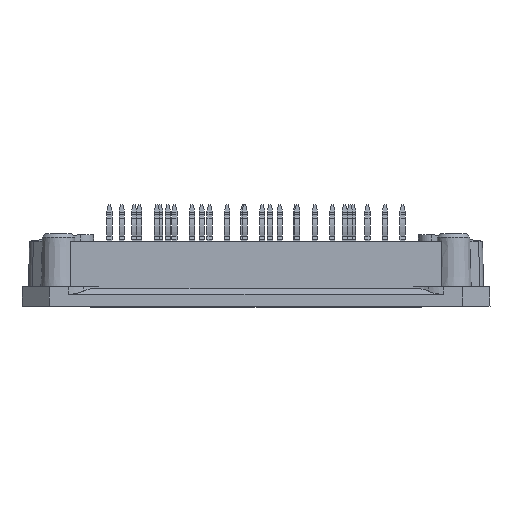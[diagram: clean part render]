
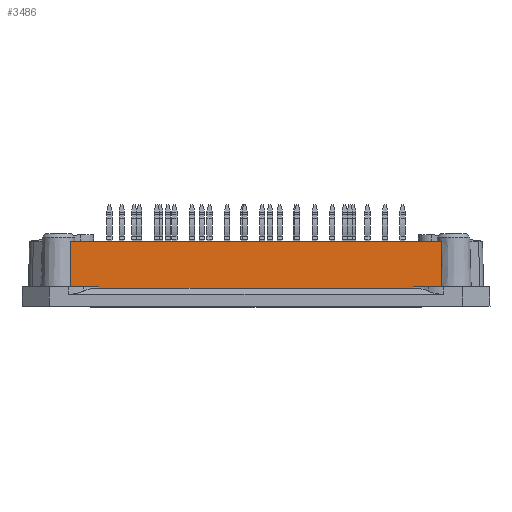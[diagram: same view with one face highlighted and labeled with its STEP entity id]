
A CAD part, front view. The second image highlights one B-rep face of the part: STEP entity #3486.
In plain terms, the highlighted planar face has unit normal (0, -1, 0.026).
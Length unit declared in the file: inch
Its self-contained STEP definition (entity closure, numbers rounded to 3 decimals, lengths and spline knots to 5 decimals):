
#3486 = ADVANCED_FACE( '', ( #7265 ), #7266, .T. );
#7265 = FACE_OUTER_BOUND( '', #11475, .T. );
#7266 = PLANE( '', #11476 );
#11475 = EDGE_LOOP( '', ( #22284, #22285, #22286, #22287, #22288, #22289, #22290, #22291 ) );
#11476 = AXIS2_PLACEMENT_3D( '', #22292, #22293, #22294 );
#22284 = ORIENTED_EDGE( '', *, *, #24817, .T. );
#22285 = ORIENTED_EDGE( '', *, *, #27629, .F. );
#22286 = ORIENTED_EDGE( '', *, *, #25570, .T. );
#22287 = ORIENTED_EDGE( '', *, *, #28781, .T. );
#22288 = ORIENTED_EDGE( '', *, *, #29153, .F. );
#22289 = ORIENTED_EDGE( '', *, *, #27732, .T. );
#22290 = ORIENTED_EDGE( '', *, *, #28880, .F. );
#22291 = ORIENTED_EDGE( '', *, *, #27167, .T. );
#22292 = CARTESIAN_POINT( '', ( -0.83366, -0.65157, 0.44094 ) );
#22293 = DIRECTION( '', ( 0., -1., 0.026 ) );
#22294 = DIRECTION( '', ( -1., 0., 0. ) );
#24817 = EDGE_CURVE( '', #29672, #29676, #29678, .T. );
#25570 = EDGE_CURVE( '', #31017, #31021, #31023, .T. );
#27167 = EDGE_CURVE( '', #33610, #29672, #33611, .T. );
#27629 = EDGE_CURVE( '', #31017, #29676, #34300, .T. );
#27732 = EDGE_CURVE( '', #34445, #34443, #34446, .T. );
#28781 = EDGE_CURVE( '', #31021, #35831, #35832, .T. );
#28880 = EDGE_CURVE( '', #33610, #34443, #35946, .T. );
#29153 = EDGE_CURVE( '', #34445, #35831, #36256, .T. );
#29672 = VERTEX_POINT( '', #36852 );
#29676 = VERTEX_POINT( '', #36859 );
#29678 = B_SPLINE_CURVE_WITH_KNOTS( '', 1, ( #36861, #36862 ), .UNSPECIFIED., .F., .F., ( 2, 2 ), ( 0.00001, 1. ), .UNSPECIFIED. );
#31017 = VERTEX_POINT( '', #38703 );
#31021 = VERTEX_POINT( '', #38710 );
#31023 = B_SPLINE_CURVE_WITH_KNOTS( '', 1, ( #38712, #38713 ), .UNSPECIFIED., .F., .F., ( 2, 2 ), ( 0., 0.99998 ), .UNSPECIFIED. );
#33610 = VERTEX_POINT( '', #42564 );
#33611 = LINE( '', #42565, #42566 );
#34300 = LINE( '', #43652, #43653 );
#34443 = VERTEX_POINT( '', #43924 );
#34445 = VERTEX_POINT( '', #43926 );
#34446 = LINE( '', #43927, #43928 );
#35831 = VERTEX_POINT( '', #46008 );
#35832 = LINE( '', #46009, #46010 );
#35946 = CIRCLE( '', #46240, 600.04347 );
#36256 = CIRCLE( '', #46686, 600.034 );
#36852 = CARTESIAN_POINT( '', ( -0.95105, -0.65998, 0.12008 ) );
#36859 = CARTESIAN_POINT( '', ( -0.95105, -0.66019, 0.11209 ) );
#36861 = CARTESIAN_POINT( '', ( -0.95105, -0.65998, 0.12008 ) );
#36862 = CARTESIAN_POINT( '', ( -0.95105, -0.66019, 0.11209 ) );
#38703 = CARTESIAN_POINT( '', ( 0.95122, -0.66019, 0.11208 ) );
#38710 = CARTESIAN_POINT( '', ( 0.95121, -0.65999, 0.12008 ) );
#38712 = CARTESIAN_POINT( '', ( 0.95121, -0.66019, 0.11209 ) );
#38713 = CARTESIAN_POINT( '', ( 0.95121, -0.65998, 0.12008 ) );
#42564 = CARTESIAN_POINT( '', ( -1.12111, -0.65998, 0.12008 ) );
#42565 = CARTESIAN_POINT( '', ( -0.83366, -0.65998, 0.12008 ) );
#42566 = VECTOR( '', #49832, 39.37008 );
#43652 = CARTESIAN_POINT( '', ( 0., -0.66019, 0.11209 ) );
#43653 = VECTOR( '', #50290, 39.37008 );
#43924 = CARTESIAN_POINT( '', ( -1.12417, -0.65276, 0.39567 ) );
#43926 = CARTESIAN_POINT( '', ( 1.12417, -0.65276, 0.39567 ) );
#43927 = CARTESIAN_POINT( '', ( -1.37008, -0.65276, 0.39567 ) );
#43928 = VECTOR( '', #50388, 39.37008 );
#46008 = CARTESIAN_POINT( '', ( 1.12111, -0.65998, 0.12008 ) );
#46009 = CARTESIAN_POINT( '', ( -0.83366, -0.65998, 0.12008 ) );
#46010 = VECTOR( '', #51336, 39.37008 );
#46240 = AXIS2_PLACEMENT_3D( '', #51411, #51412, #51413 );
#46686 = AXIS2_PLACEMENT_3D( '', #51622, #51623, #51624 );
#49832 = DIRECTION( '', ( 1., 0., 0. ) );
#50290 = DIRECTION( '', ( -1., 0., 0. ) );
#50388 = DIRECTION( '', ( -1., 0., 0. ) );
#51336 = DIRECTION( '', ( 1., 0., 0. ) );
#51411 = CARTESIAN_POINT( '', ( -601.12907, -0.83086, -6.40558 ) );
#51412 = DIRECTION( '', ( 0., -1., 0.026 ) );
#51413 = DIRECTION( '', ( 1., 0., 0.011 ) );
#51622 = CARTESIAN_POINT( '', ( 601.1196, -0.83085, -6.40548 ) );
#51623 = DIRECTION( '', ( 0., -1., 0.026 ) );
#51624 = DIRECTION( '', ( -1., 0., 0.011 ) );
